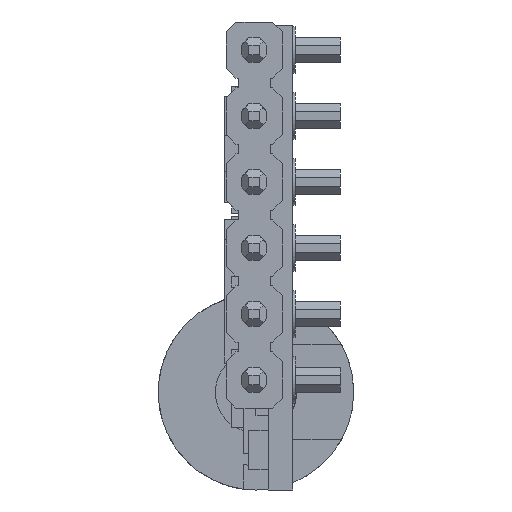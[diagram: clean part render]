
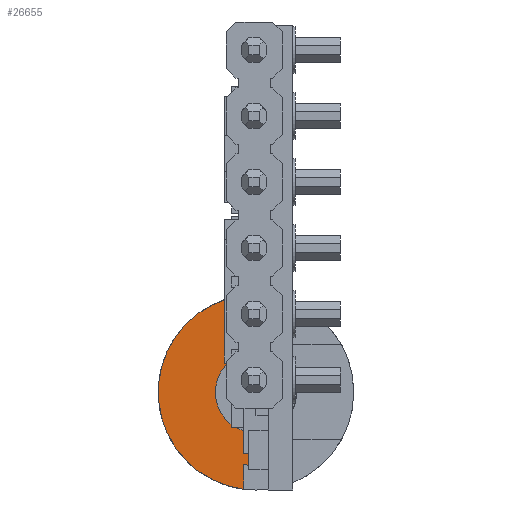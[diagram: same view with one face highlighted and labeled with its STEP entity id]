
A CAD part, left-side view. The second image highlights one B-rep face of the part: STEP entity #26655.
In plain terms, the highlighted planar face has unit normal (-1, 0, 0).
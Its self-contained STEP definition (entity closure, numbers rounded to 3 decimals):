
#683 = DIRECTION ( 'NONE',  ( 1., 0., 0. ) ) ;
#771 = DIRECTION ( 'NONE',  ( -1., 0., 0. ) ) ;
#803 = DIRECTION ( 'NONE',  ( 0., 0., -1. ) ) ;
#1356 = VECTOR ( 'NONE', #3914, 1000. ) ;
#1463 = CIRCLE ( 'NONE', #32687, 4. ) ;
#2002 = VERTEX_POINT ( 'NONE', #10516 ) ;
#2197 = ORIENTED_EDGE ( 'NONE', *, *, #32267, .F. ) ;
#2318 = CARTESIAN_POINT ( 'NONE',  ( 17., 1., -8.458 ) ) ;
#2546 = DIRECTION ( 'NONE',  ( 1., 0., 0. ) ) ;
#2816 = CARTESIAN_POINT ( 'NONE',  ( 17., 1.5, -5.5 ) ) ;
#3914 = DIRECTION ( 'NONE',  ( 0., 0., -1. ) ) ;
#4706 = ORIENTED_EDGE ( 'NONE', *, *, #12576, .T. ) ;
#4992 = CARTESIAN_POINT ( 'NONE',  ( 17., 2., -5.5 ) ) ;
#5282 = PLANE ( 'NONE',  #9140 ) ;
#5334 = CARTESIAN_POINT ( 'NONE',  ( 17., 1., -2.542 ) ) ;
#5341 = EDGE_CURVE ( 'NONE', #22129, #9135, #1463, .T. ) ;
#5680 = DIRECTION ( 'NONE',  ( 0., 0., 1. ) ) ;
#5717 = LINE ( 'NONE', #4992, #27351 ) ;
#5751 = CIRCLE ( 'NONE', #6232, 1.66 ) ;
#5993 = LINE ( 'NONE', #6377, #20974 ) ;
#6021 = DIRECTION ( 'NONE',  ( -1., 0., 0. ) ) ;
#6232 = AXIS2_PLACEMENT_3D ( 'NONE', #2816, #22548, #5680 ) ;
#6377 = CARTESIAN_POINT ( 'NONE',  ( 17., 2., -5.5 ) ) ;
#6460 = EDGE_CURVE ( 'NONE', #22129, #19062, #5717, .T. ) ;
#6793 = CARTESIAN_POINT ( 'NONE',  ( 17., 1., 9.5 ) ) ;
#8188 = ORIENTED_EDGE ( 'NONE', *, *, #17498, .F. ) ;
#8459 = VERTEX_POINT ( 'NONE', #28430 ) ;
#8724 = ORIENTED_EDGE ( 'NONE', *, *, #5341, .F. ) ;
#8865 = VERTEX_POINT ( 'NONE', #2318 ) ;
#8875 = LINE ( 'NONE', #6793, #1356 ) ;
#9065 = DIRECTION ( 'NONE',  ( 0., 0., 1. ) ) ;
#9135 = VERTEX_POINT ( 'NONE', #17366 ) ;
#9140 = AXIS2_PLACEMENT_3D ( 'NONE', #19455, #2546, #22286 ) ;
#9856 = AXIS2_PLACEMENT_3D ( 'NONE', #15262, #35072, #18124 ) ;
#10013 = EDGE_LOOP ( 'NONE', ( #31537, #2197, #23181, #36392, #8188, #25512, #29794, #8724, #26898, #4706, #24020 ) ) ;
#10055 = VERTEX_POINT ( 'NONE', #29555 ) ;
#10516 = CARTESIAN_POINT ( 'NONE',  ( 17., 1.5, -3.84 ) ) ;
#10814 = CIRCLE ( 'NONE', #25008, 3. ) ;
#12111 = EDGE_CURVE ( 'NONE', #22935, #2002, #28939, .T. ) ;
#12376 = EDGE_CURVE ( 'NONE', #2002, #16980, #22664, .T. ) ;
#12576 = EDGE_CURVE ( 'NONE', #19062, #34059, #32832, .T. ) ;
#13743 = CARTESIAN_POINT ( 'NONE',  ( 17., 1., 9.5 ) ) ;
#15262 = CARTESIAN_POINT ( 'NONE',  ( 17., 1.5, -5.5 ) ) ;
#15490 = CARTESIAN_POINT ( 'NONE',  ( 17., 2., -8.458 ) ) ;
#16310 = EDGE_CURVE ( 'NONE', #10055, #9135, #5993, .T. ) ;
#16358 = CARTESIAN_POINT ( 'NONE',  ( 17., 1.5, -5.5 ) ) ;
#16963 = CARTESIAN_POINT ( 'NONE',  ( 17., 1.5, -8.5 ) ) ;
#16980 = VERTEX_POINT ( 'NONE', #35116 ) ;
#17366 = CARTESIAN_POINT ( 'NONE',  ( 17., 2., -1.531 ) ) ;
#17498 = EDGE_CURVE ( 'NONE', #27922, #22935, #8875, .T. ) ;
#17630 = CARTESIAN_POINT ( 'NONE',  ( 17., 1.5, -5.5 ) ) ;
#17730 = CARTESIAN_POINT ( 'NONE',  ( 17., 1.5, -5.5 ) ) ;
#17761 = DIRECTION ( 'NONE',  ( -1., 0., 0. ) ) ;
#18124 = DIRECTION ( 'NONE',  ( 0., 0., 1. ) ) ;
#19062 = VERTEX_POINT ( 'NONE', #15490 ) ;
#19213 = DIRECTION ( 'NONE',  ( 0., 0., 1. ) ) ;
#19455 = CARTESIAN_POINT ( 'NONE',  ( 17., 1.5, -5.5 ) ) ;
#20433 = DIRECTION ( 'NONE',  ( 0., 0., -1. ) ) ;
#20528 = DIRECTION ( 'NONE',  ( 0., 0., -1. ) ) ;
#20974 = VECTOR ( 'NONE', #9065, 1000. ) ;
#22129 = VERTEX_POINT ( 'NONE', #22241 ) ;
#22241 = CARTESIAN_POINT ( 'NONE',  ( 17., 2., -9.469 ) ) ;
#22286 = DIRECTION ( 'NONE',  ( 0., 0., -1. ) ) ;
#22326 = CIRCLE ( 'NONE', #35959, 3. ) ;
#22548 = DIRECTION ( 'NONE',  ( -1., 0., 0. ) ) ;
#22664 = CIRCLE ( 'NONE', #32422, 1.66 ) ;
#22879 = CARTESIAN_POINT ( 'NONE',  ( 17., 1.5, -5.5 ) ) ;
#22935 = VERTEX_POINT ( 'NONE', #29629 ) ;
#23181 = ORIENTED_EDGE ( 'NONE', *, *, #12376, .F. ) ;
#23968 = LINE ( 'NONE', #13743, #31493 ) ;
#24020 = ORIENTED_EDGE ( 'NONE', *, *, #29445, .T. ) ;
#24124 = EDGE_CURVE ( 'NONE', #8459, #8865, #23968, .T. ) ;
#25008 = AXIS2_PLACEMENT_3D ( 'NONE', #17730, #771, #20528 ) ;
#25512 = ORIENTED_EDGE ( 'NONE', *, *, #35440, .T. ) ;
#25743 = DIRECTION ( 'NONE',  ( 0., 0., -1. ) ) ;
#26655 = ADVANCED_FACE ( 'NONE', ( #31000 ), #5282, .F. ) ;
#26898 = ORIENTED_EDGE ( 'NONE', *, *, #6460, .T. ) ;
#27351 = VECTOR ( 'NONE', #27580, 1000. ) ;
#27580 = DIRECTION ( 'NONE',  ( 0., 0., 1. ) ) ;
#27922 = VERTEX_POINT ( 'NONE', #5334 ) ;
#28430 = CARTESIAN_POINT ( 'NONE',  ( 17., 1., -7.083 ) ) ;
#28939 = CIRCLE ( 'NONE', #9856, 1.66 ) ;
#29445 = EDGE_CURVE ( 'NONE', #34059, #8865, #22326, .T. ) ;
#29555 = CARTESIAN_POINT ( 'NONE',  ( 17., 2., -2.542 ) ) ;
#29629 = CARTESIAN_POINT ( 'NONE',  ( 17., 1., -3.917 ) ) ;
#29794 = ORIENTED_EDGE ( 'NONE', *, *, #16310, .T. ) ;
#31000 = FACE_OUTER_BOUND ( 'NONE', #10013, .T. ) ;
#31493 = VECTOR ( 'NONE', #33653, 1000. ) ;
#31537 = ORIENTED_EDGE ( 'NONE', *, *, #24124, .F. ) ;
#32267 = EDGE_CURVE ( 'NONE', #16980, #8459, #5751, .T. ) ;
#32422 = AXIS2_PLACEMENT_3D ( 'NONE', #16358, #36174, #19213 ) ;
#32687 = AXIS2_PLACEMENT_3D ( 'NONE', #17630, #683, #20433 ) ;
#32832 = CIRCLE ( 'NONE', #33595, 3. ) ;
#33595 = AXIS2_PLACEMENT_3D ( 'NONE', #22879, #6021, #25743 ) ;
#33653 = DIRECTION ( 'NONE',  ( 0., 0., -1. ) ) ;
#34059 = VERTEX_POINT ( 'NONE', #16963 ) ;
#34696 = CARTESIAN_POINT ( 'NONE',  ( 17., 1.5, -5.5 ) ) ;
#35072 = DIRECTION ( 'NONE',  ( -1., 0., 0. ) ) ;
#35116 = CARTESIAN_POINT ( 'NONE',  ( 17., 1.5, -7.16 ) ) ;
#35440 = EDGE_CURVE ( 'NONE', #27922, #10055, #10814, .T. ) ;
#35959 = AXIS2_PLACEMENT_3D ( 'NONE', #34696, #17761, #803 ) ;
#36174 = DIRECTION ( 'NONE',  ( -1., 0., 0. ) ) ;
#36392 = ORIENTED_EDGE ( 'NONE', *, *, #12111, .F. ) ;
